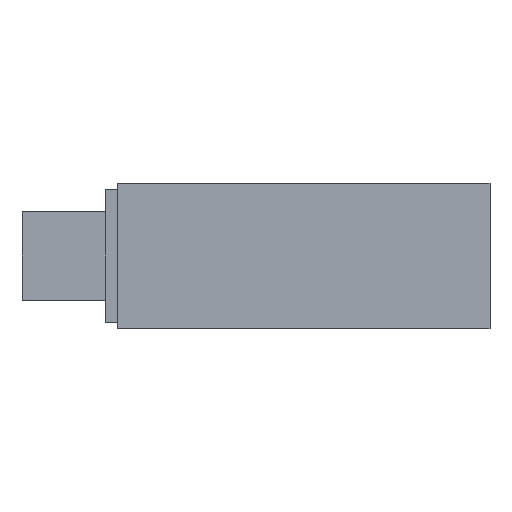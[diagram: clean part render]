
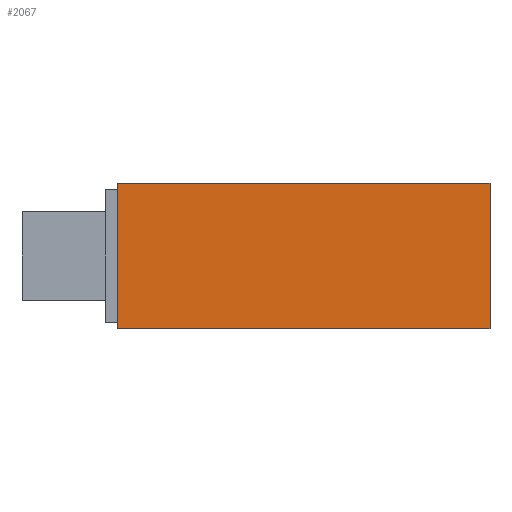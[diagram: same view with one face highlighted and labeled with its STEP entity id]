
A CAD part, front view. The second image highlights one B-rep face of the part: STEP entity #2067.
In plain terms, the highlighted planar face has unit normal (0, -1, 0).
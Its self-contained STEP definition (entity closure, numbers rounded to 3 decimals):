
#148 = VECTOR ( 'NONE', #1586, 1000. ) ;
#219 = ORIENTED_EDGE ( 'NONE', *, *, #882, .T. ) ;
#241 = VECTOR ( 'NONE', #1085, 1000. ) ;
#378 = VERTEX_POINT ( 'NONE', #1925 ) ;
#429 = EDGE_LOOP ( 'NONE', ( #219, #1241, #2310, #2112 ) ) ;
#445 = DIRECTION ( 'NONE',  ( 0., 1., 0. ) ) ;
#557 = CARTESIAN_POINT ( 'NONE',  ( 0., -28., 33. ) ) ;
#702 = EDGE_CURVE ( 'NONE', #1890, #2283, #1739, .T. ) ;
#718 = LINE ( 'NONE', #1082, #1574 ) ;
#720 = DIRECTION ( 'NONE',  ( 1., 0., 0. ) ) ;
#872 = LINE ( 'NONE', #2001, #2126 ) ;
#882 = EDGE_CURVE ( 'NONE', #1970, #378, #872, .T. ) ;
#947 = CARTESIAN_POINT ( 'NONE',  ( 0., -28., 0. ) ) ;
#1039 = AXIS2_PLACEMENT_3D ( 'NONE', #1898, #445, #1929 ) ;
#1082 = CARTESIAN_POINT ( 'NONE',  ( 0., -28., 33. ) ) ;
#1085 = DIRECTION ( 'NONE',  ( 0., 0., -1. ) ) ;
#1156 = EDGE_CURVE ( 'NONE', #1890, #1970, #718, .T. ) ;
#1241 = ORIENTED_EDGE ( 'NONE', *, *, #2277, .F. ) ;
#1383 = PLANE ( 'NONE',  #1039 ) ;
#1574 = VECTOR ( 'NONE', #1791, 1000. ) ;
#1575 = FACE_OUTER_BOUND ( 'NONE', #429, .T. ) ;
#1586 = DIRECTION ( 'NONE',  ( 1., 0., 0. ) ) ;
#1633 = LINE ( 'NONE', #2321, #241 ) ;
#1739 = LINE ( 'NONE', #1747, #148 ) ;
#1747 = CARTESIAN_POINT ( 'NONE',  ( 84.3, -28., 33. ) ) ;
#1781 = CARTESIAN_POINT ( 'NONE',  ( 84.3, -28., 33. ) ) ;
#1791 = DIRECTION ( 'NONE',  ( 0., 0., -1. ) ) ;
#1890 = VERTEX_POINT ( 'NONE', #557 ) ;
#1898 = CARTESIAN_POINT ( 'NONE',  ( 84.3, -28., 33. ) ) ;
#1925 = CARTESIAN_POINT ( 'NONE',  ( 84.3, -28., 0. ) ) ;
#1929 = DIRECTION ( 'NONE',  ( 0., 0., 1. ) ) ;
#1970 = VERTEX_POINT ( 'NONE', #947 ) ;
#2001 = CARTESIAN_POINT ( 'NONE',  ( 84.3, -28., 0. ) ) ;
#2067 = ADVANCED_FACE ( 'NONE', ( #1575 ), #1383, .F. ) ;
#2112 = ORIENTED_EDGE ( 'NONE', *, *, #1156, .T. ) ;
#2126 = VECTOR ( 'NONE', #720, 1000. ) ;
#2277 = EDGE_CURVE ( 'NONE', #2283, #378, #1633, .T. ) ;
#2283 = VERTEX_POINT ( 'NONE', #1781 ) ;
#2310 = ORIENTED_EDGE ( 'NONE', *, *, #702, .F. ) ;
#2321 = CARTESIAN_POINT ( 'NONE',  ( 84.3, -28., 33. ) ) ;
